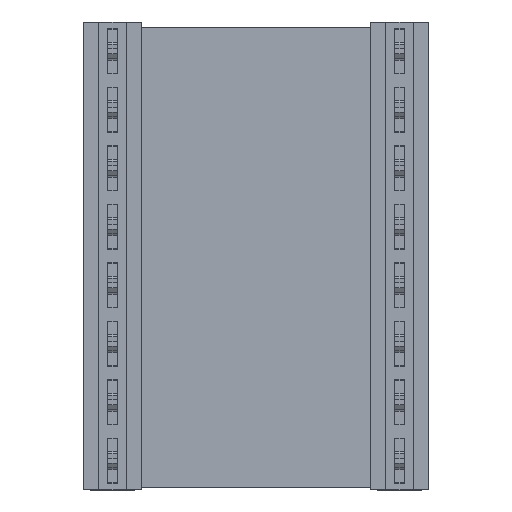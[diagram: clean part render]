
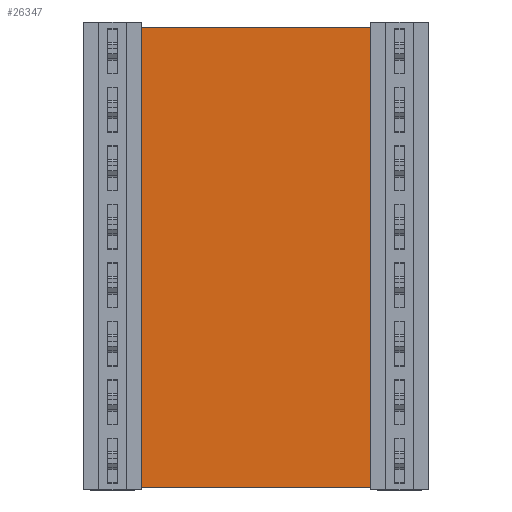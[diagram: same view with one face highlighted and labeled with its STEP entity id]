
A CAD part, front view. The second image highlights one B-rep face of the part: STEP entity #26347.
In plain terms, the highlighted planar face has unit normal (0, -1, 0).
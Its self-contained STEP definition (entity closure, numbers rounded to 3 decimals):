
#959=FACE_OUTER_BOUND('',#2465,.T.);
#2465=EDGE_LOOP('',(#16265,#16266,#16267,#16268));
#4040=LINE('',#36423,#7187);
#4047=LINE('',#36437,#7194);
#4048=LINE('',#36439,#7195);
#4049=LINE('',#36440,#7196);
#7187=VECTOR('',#29779,20.);
#7194=VECTOR('',#29790,15.);
#7195=VECTOR('',#29791,15.);
#7196=VECTOR('',#29792,20.);
#10334=VERTEX_POINT('',#36421);
#10335=VERTEX_POINT('',#36422);
#10340=VERTEX_POINT('',#36436);
#10341=VERTEX_POINT('',#36438);
#12597=EDGE_CURVE('',#10334,#10335,#4040,.T.);
#12604=EDGE_CURVE('',#10335,#10340,#4047,.T.);
#12605=EDGE_CURVE('',#10341,#10334,#4048,.T.);
#12606=EDGE_CURVE('',#10340,#10341,#4049,.T.);
#16265=ORIENTED_EDGE('',*,*,#12604,.F.);
#16266=ORIENTED_EDGE('',*,*,#12597,.F.);
#16267=ORIENTED_EDGE('',*,*,#12605,.F.);
#16268=ORIENTED_EDGE('',*,*,#12606,.F.);
#23579=PLANE('',#28028);
#26347=ADVANCED_FACE('',(#959),#23579,.T.);
#28028=AXIS2_PLACEMENT_3D('',#36435,#29788,#29789);
#29779=DIRECTION('',(0.,0.,-1.));
#29788=DIRECTION('center_axis',(0.,-1.,0.));
#29789=DIRECTION('ref_axis',(0.,0.,1.));
#29790=DIRECTION('',(-1.,0.,0.));
#29791=DIRECTION('',(1.,0.,0.));
#29792=DIRECTION('',(0.,0.,1.));
#36421=CARTESIAN_POINT('',(7.5,0.,10.));
#36422=CARTESIAN_POINT('',(7.5,0.,-10.));
#36423=CARTESIAN_POINT('',(7.5,0.,10.));
#36435=CARTESIAN_POINT('Origin',(-7.5,0.,-10.));
#36436=CARTESIAN_POINT('',(-7.5,0.,-10.));
#36437=CARTESIAN_POINT('',(7.5,0.,-10.));
#36438=CARTESIAN_POINT('',(-7.5,0.,10.));
#36439=CARTESIAN_POINT('',(-7.5,0.,10.));
#36440=CARTESIAN_POINT('',(-7.5,0.,-10.));
